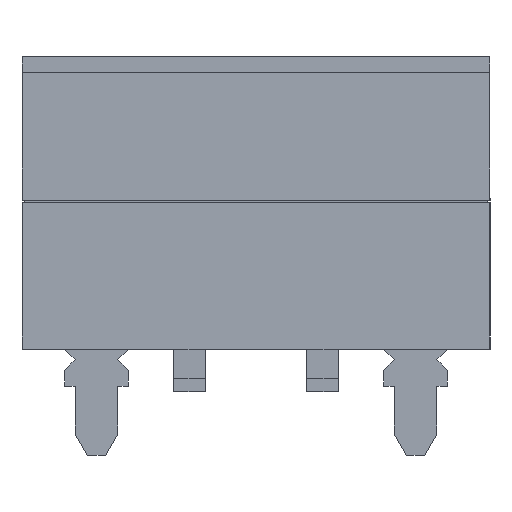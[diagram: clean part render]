
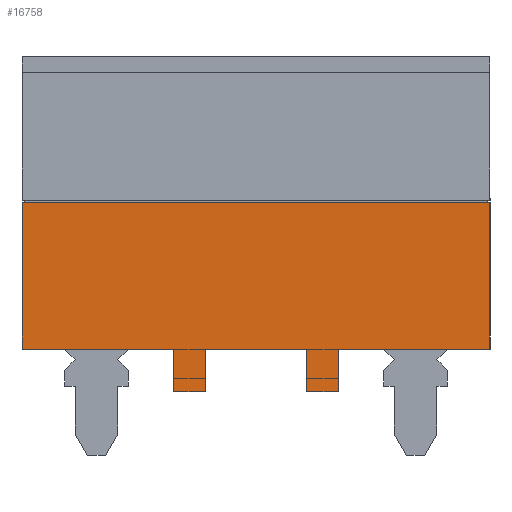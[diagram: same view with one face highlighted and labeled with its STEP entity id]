
A CAD part, left-side view. The second image highlights one B-rep face of the part: STEP entity #16758.
In plain terms, the highlighted planar face has unit normal (-1, 0, 0).
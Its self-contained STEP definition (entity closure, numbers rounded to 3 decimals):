
#260 = CARTESIAN_POINT ( 'NONE',  ( -222., -22., -26. ) ) ;
#1489 = VERTEX_POINT ( 'NONE', #8428 ) ;
#1515 = VECTOR ( 'NONE', #7567, 1000. ) ;
#1651 = LINE ( 'NONE', #10711, #9770 ) ;
#2070 = AXIS2_PLACEMENT_3D ( 'NONE', #12278, #2574, #13920 ) ;
#2574 = DIRECTION ( 'NONE',  ( 1., 0., 0. ) ) ;
#3042 = VERTEX_POINT ( 'NONE', #260 ) ;
#3089 = ORIENTED_EDGE ( 'NONE', *, *, #8879, .T. ) ;
#3192 = ORIENTED_EDGE ( 'NONE', *, *, #14251, .F. ) ;
#3353 = LINE ( 'NONE', #20957, #14768 ) ;
#3764 = ORIENTED_EDGE ( 'NONE', *, *, #9490, .F. ) ;
#3812 = VECTOR ( 'NONE', #5325, 1000. ) ;
#3842 = DIRECTION ( 'NONE',  ( 0., 1., 0. ) ) ;
#3985 = LINE ( 'NONE', #13573, #15861 ) ;
#4217 = DIRECTION ( 'NONE',  ( 0., 0., 1. ) ) ;
#4346 = LINE ( 'NONE', #20546, #20543 ) ;
#4697 = VERTEX_POINT ( 'NONE', #19685 ) ;
#4875 = VERTEX_POINT ( 'NONE', #11975 ) ;
#4930 = VECTOR ( 'NONE', #3842, 1000. ) ;
#5154 = CARTESIAN_POINT ( 'NONE',  ( -222., 7.75, -26. ) ) ;
#5263 = EDGE_CURVE ( 'NONE', #4875, #18919, #15893, .T. ) ;
#5324 = DIRECTION ( 'NONE',  ( 0., 1., 0. ) ) ;
#5325 = DIRECTION ( 'NONE',  ( 0., 0., 1. ) ) ;
#5848 = LINE ( 'NONE', #20445, #1515 ) ;
#5898 = CARTESIAN_POINT ( 'NONE',  ( -222., 4.75, -30. ) ) ;
#6077 = CARTESIAN_POINT ( 'NONE',  ( -222., 22., -12.2 ) ) ;
#6495 = DIRECTION ( 'NONE',  ( 0., 1., 0. ) ) ;
#6790 = VECTOR ( 'NONE', #5324, 1000. ) ;
#6797 = CARTESIAN_POINT ( 'NONE',  ( -222., 22., -26. ) ) ;
#7543 = VERTEX_POINT ( 'NONE', #14795 ) ;
#7567 = DIRECTION ( 'NONE',  ( 0., 0., 1. ) ) ;
#8155 = ORIENTED_EDGE ( 'NONE', *, *, #11230, .F. ) ;
#8428 = CARTESIAN_POINT ( 'NONE',  ( -222., 4.75, -30. ) ) ;
#8879 = EDGE_CURVE ( 'NONE', #1489, #7543, #20999, .T. ) ;
#8956 = LINE ( 'NONE', #10547, #17071 ) ;
#9036 = PLANE ( 'NONE',  #2070 ) ;
#9481 = EDGE_LOOP ( 'NONE', ( #19227, #15021, #3764, #15419, #14167, #8155, #3089, #17530, #11533, #14580, #12565, #3192 ) ) ;
#9490 = EDGE_CURVE ( 'NONE', #20319, #18919, #12134, .T. ) ;
#9770 = VECTOR ( 'NONE', #4217, 1000. ) ;
#10547 = CARTESIAN_POINT ( 'NONE',  ( -222., 7.75, -30. ) ) ;
#10711 = CARTESIAN_POINT ( 'NONE',  ( -222., -7.75, -30. ) ) ;
#11117 = VERTEX_POINT ( 'NONE', #16272 ) ;
#11230 = EDGE_CURVE ( 'NONE', #1489, #12894, #3985, .T. ) ;
#11328 = DIRECTION ( 'NONE',  ( 0., 0., 1. ) ) ;
#11354 = CARTESIAN_POINT ( 'NONE',  ( -222., 22., -26. ) ) ;
#11378 = CARTESIAN_POINT ( 'NONE',  ( -222., 22., -26. ) ) ;
#11533 = ORIENTED_EDGE ( 'NONE', *, *, #14137, .F. ) ;
#11680 = LINE ( 'NONE', #11378, #20289 ) ;
#11975 = CARTESIAN_POINT ( 'NONE',  ( -222., -22., -12.2 ) ) ;
#12130 = VERTEX_POINT ( 'NONE', #16431 ) ;
#12134 = LINE ( 'NONE', #11354, #16971 ) ;
#12170 = DIRECTION ( 'NONE',  ( 0., 0., 1. ) ) ;
#12278 = CARTESIAN_POINT ( 'NONE',  ( -222., 22., -26. ) ) ;
#12519 = LINE ( 'NONE', #15375, #20126 ) ;
#12565 = ORIENTED_EDGE ( 'NONE', *, *, #16807, .T. ) ;
#12894 = VERTEX_POINT ( 'NONE', #16762 ) ;
#13468 = DIRECTION ( 'NONE',  ( 0., 1., 0. ) ) ;
#13538 = CARTESIAN_POINT ( 'NONE',  ( -222., 22., -26. ) ) ;
#13573 = CARTESIAN_POINT ( 'NONE',  ( -222., 7.75, -30. ) ) ;
#13920 = DIRECTION ( 'NONE',  ( 0., 0., -1. ) ) ;
#14137 = EDGE_CURVE ( 'NONE', #14427, #12130, #5848, .T. ) ;
#14167 = ORIENTED_EDGE ( 'NONE', *, *, #20397, .F. ) ;
#14251 = EDGE_CURVE ( 'NONE', #3042, #4697, #11680, .T. ) ;
#14427 = VERTEX_POINT ( 'NONE', #16710 ) ;
#14483 = CARTESIAN_POINT ( 'NONE',  ( -222., 22., -12.2 ) ) ;
#14580 = ORIENTED_EDGE ( 'NONE', *, *, #18721, .F. ) ;
#14768 = VECTOR ( 'NONE', #17793, 1000. ) ;
#14795 = CARTESIAN_POINT ( 'NONE',  ( -222., 4.75, -26. ) ) ;
#15021 = ORIENTED_EDGE ( 'NONE', *, *, #5263, .T. ) ;
#15375 = CARTESIAN_POINT ( 'NONE',  ( -222., -22., -26. ) ) ;
#15419 = ORIENTED_EDGE ( 'NONE', *, *, #17270, .F. ) ;
#15861 = VECTOR ( 'NONE', #13468, 1000. ) ;
#15865 = VERTEX_POINT ( 'NONE', #5154 ) ;
#15893 = LINE ( 'NONE', #6077, #6790 ) ;
#16272 = CARTESIAN_POINT ( 'NONE',  ( -222., -7.75, -30. ) ) ;
#16431 = CARTESIAN_POINT ( 'NONE',  ( -222., -4.75, -26. ) ) ;
#16710 = CARTESIAN_POINT ( 'NONE',  ( -222., -4.75, -30. ) ) ;
#16758 = ADVANCED_FACE ( 'NONE', ( #18401 ), #9036, .F. ) ;
#16762 = CARTESIAN_POINT ( 'NONE',  ( -222., 7.75, -30. ) ) ;
#16807 = EDGE_CURVE ( 'NONE', #11117, #4697, #1651, .T. ) ;
#16971 = VECTOR ( 'NONE', #11328, 1000. ) ;
#17014 = DIRECTION ( 'NONE',  ( 0., 0., 1. ) ) ;
#17071 = VECTOR ( 'NONE', #12170, 1000. ) ;
#17270 = EDGE_CURVE ( 'NONE', #15865, #20319, #20613, .T. ) ;
#17382 = DIRECTION ( 'NONE',  ( 0., 1., 0. ) ) ;
#17530 = ORIENTED_EDGE ( 'NONE', *, *, #19379, .F. ) ;
#17793 = DIRECTION ( 'NONE',  ( 0., 1., 0. ) ) ;
#18401 = FACE_OUTER_BOUND ( 'NONE', #9481, .T. ) ;
#18721 = EDGE_CURVE ( 'NONE', #11117, #14427, #3353, .T. ) ;
#18919 = VERTEX_POINT ( 'NONE', #14483 ) ;
#19227 = ORIENTED_EDGE ( 'NONE', *, *, #19869, .T. ) ;
#19379 = EDGE_CURVE ( 'NONE', #12130, #7543, #4346, .T. ) ;
#19685 = CARTESIAN_POINT ( 'NONE',  ( -222., -7.75, -26. ) ) ;
#19869 = EDGE_CURVE ( 'NONE', #3042, #4875, #12519, .T. ) ;
#20126 = VECTOR ( 'NONE', #17014, 1000. ) ;
#20289 = VECTOR ( 'NONE', #6495, 1000. ) ;
#20319 = VERTEX_POINT ( 'NONE', #6797 ) ;
#20397 = EDGE_CURVE ( 'NONE', #12894, #15865, #8956, .T. ) ;
#20445 = CARTESIAN_POINT ( 'NONE',  ( -222., -4.75, -30. ) ) ;
#20543 = VECTOR ( 'NONE', #17382, 1000. ) ;
#20546 = CARTESIAN_POINT ( 'NONE',  ( -222., 22., -26. ) ) ;
#20613 = LINE ( 'NONE', #13538, #4930 ) ;
#20957 = CARTESIAN_POINT ( 'NONE',  ( -222., -7.75, -30. ) ) ;
#20999 = LINE ( 'NONE', #5898, #3812 ) ;
